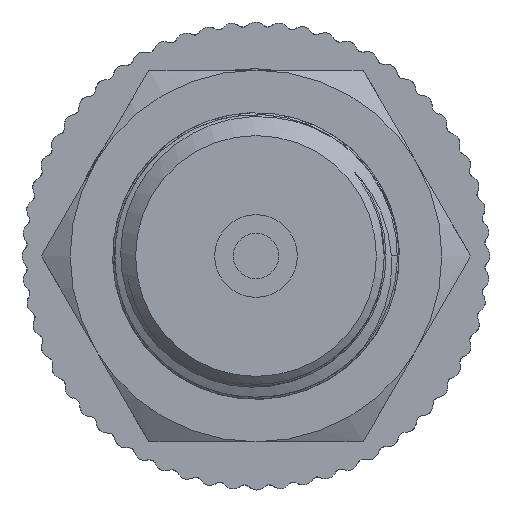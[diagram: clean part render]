
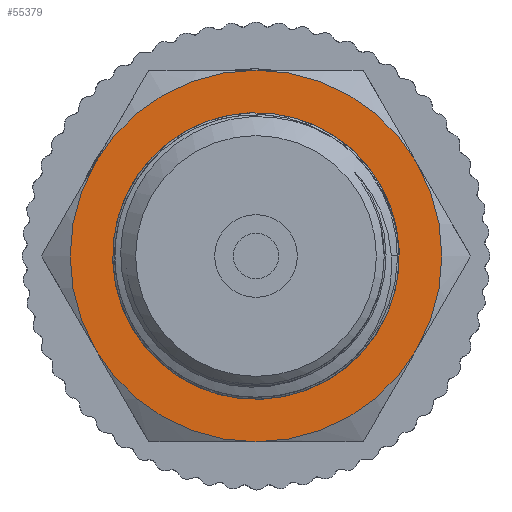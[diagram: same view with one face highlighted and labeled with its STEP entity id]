
A CAD part, left-side view. The second image highlights one B-rep face of the part: STEP entity #55379.
In plain terms, the highlighted planar face has unit normal (-1, 0, 0).
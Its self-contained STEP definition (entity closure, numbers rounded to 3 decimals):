
#5061=PLANE('',#58763);
#7206=FACE_BOUND('',#11742,.T.);
#8225=FACE_OUTER_BOUND('',#11741,.T.);
#11741=EDGE_LOOP('',(#38455));
#11742=EDGE_LOOP('',(#38456));
#15379=CIRCLE('',#58752,10.);
#15381=CIRCLE('',#58761,13.5);
#22673=VERTEX_POINT('',#94574);
#22674=VERTEX_POINT('',#96439);
#28744=EDGE_CURVE('',#22673,#22673,#15379,.T.);
#28753=EDGE_CURVE('',#22674,#22674,#15381,.T.);
#38455=ORIENTED_EDGE('',*,*,#28753,.F.);
#38456=ORIENTED_EDGE('',*,*,#28744,.T.);
#55379=ADVANCED_FACE('',(#8225,#7206),#5061,.T.);
#58752=AXIS2_PLACEMENT_3D('',#94575,#66842,#66843);
#58761=AXIS2_PLACEMENT_3D('',#96441,#66863,#66864);
#58763=AXIS2_PLACEMENT_3D('',#96443,#66867,#66868);
#66842=DIRECTION('center_axis',(1.,0.,0.));
#66843=DIRECTION('ref_axis',(0.,0.,-1.));
#66863=DIRECTION('center_axis',(1.,0.,0.));
#66864=DIRECTION('ref_axis',(0.,0.,-1.));
#66867=DIRECTION('center_axis',(-1.,0.,0.));
#66868=DIRECTION('ref_axis',(0.,0.,1.));
#94574=CARTESIAN_POINT('',(-47.,0.,10.));
#94575=CARTESIAN_POINT('Origin',(-47.,0.,0.));
#96439=CARTESIAN_POINT('',(-47.,-13.5,0.));
#96441=CARTESIAN_POINT('Origin',(-47.,0.,0.));
#96443=CARTESIAN_POINT('Origin',(-47.,13.5,0.));
